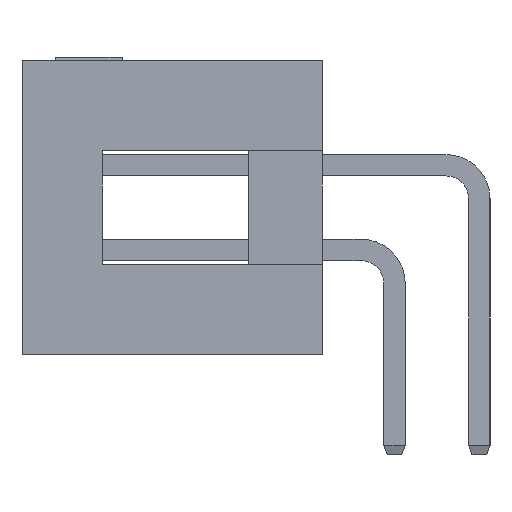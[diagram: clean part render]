
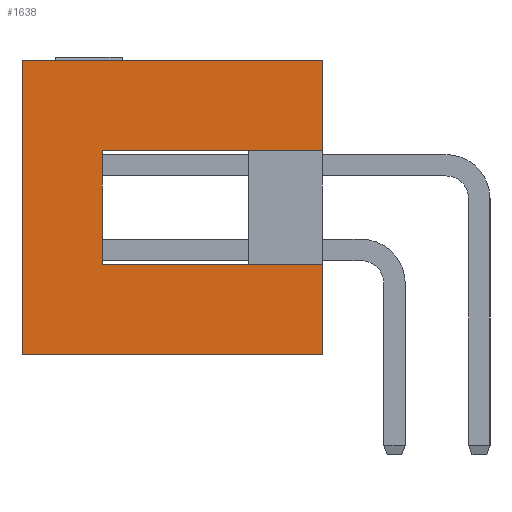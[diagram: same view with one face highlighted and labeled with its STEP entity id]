
A CAD part, left-side view. The second image highlights one B-rep face of the part: STEP entity #1638.
In plain terms, the highlighted planar face has unit normal (-1, 0, 0).
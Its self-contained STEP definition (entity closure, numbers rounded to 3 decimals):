
#1 = ORIENTED_EDGE ( 'NONE', *, *, #30103, .T. ) ;
#258 = ORIENTED_EDGE ( 'NONE', *, *, #25128, .T. ) ;
#783 = EDGE_CURVE ( 'NONE', #23843, #21030, #14964, .T. ) ;
#877 = VERTEX_POINT ( 'NONE', #15445 ) ;
#1638 = ADVANCED_FACE ( 'NONE', ( #22731 ), #10771, .T. ) ;
#2283 = VECTOR ( 'NONE', #4264, 1000. ) ;
#2624 = VECTOR ( 'NONE', #18973, 1000. ) ;
#3586 = ORIENTED_EDGE ( 'NONE', *, *, #7385, .F. ) ;
#3922 = DIRECTION ( 'NONE',  ( 0., 0., 1. ) ) ;
#4107 = CARTESIAN_POINT ( 'NONE',  ( -5.17, 0., 6.1 ) ) ;
#4264 = DIRECTION ( 'NONE',  ( 0., -1., 0. ) ) ;
#4396 = CARTESIAN_POINT ( 'NONE',  ( -5.17, 0., 0. ) ) ;
#4748 = ORIENTED_EDGE ( 'NONE', *, *, #14108, .T. ) ;
#5392 = CARTESIAN_POINT ( 'NONE',  ( -5.17, 0., 0. ) ) ;
#5965 = VERTEX_POINT ( 'NONE', #22160 ) ;
#7159 = VERTEX_POINT ( 'NONE', #16000 ) ;
#7385 = EDGE_CURVE ( 'NONE', #21030, #7511, #9772, .T. ) ;
#7511 = VERTEX_POINT ( 'NONE', #10733 ) ;
#9772 = LINE ( 'NONE', #12376, #18979 ) ;
#10666 = CARTESIAN_POINT ( 'NONE',  ( -5.17, 4.7, 0. ) ) ;
#10714 = VECTOR ( 'NONE', #19537, 1000. ) ;
#10733 = CARTESIAN_POINT ( 'NONE',  ( -5.17, 4.7, 8.8 ) ) ;
#10771 = PLANE ( 'NONE',  #30348 ) ;
#12250 = LINE ( 'NONE', #4107, #2283 ) ;
#12376 = CARTESIAN_POINT ( 'NONE',  ( -5.17, 4.7, 8.8 ) ) ;
#12492 = VECTOR ( 'NONE', #31907, 1000. ) ;
#13116 = LINE ( 'NONE', #10666, #16584 ) ;
#13701 = EDGE_CURVE ( 'NONE', #23069, #7511, #29141, .T. ) ;
#14108 = EDGE_CURVE ( 'NONE', #877, #7159, #21426, .T. ) ;
#14886 = CARTESIAN_POINT ( 'NONE',  ( -5.17, 13.7, 8.8 ) ) ;
#14964 = LINE ( 'NONE', #31943, #10714 ) ;
#15445 = CARTESIAN_POINT ( 'NONE',  ( -5.17, 4.7, 2.7 ) ) ;
#16000 = CARTESIAN_POINT ( 'NONE',  ( -5.17, 11.3, 2.7 ) ) ;
#16584 = VECTOR ( 'NONE', #28632, 1000. ) ;
#16964 = EDGE_CURVE ( 'NONE', #27261, #877, #13116, .T. ) ;
#18521 = VECTOR ( 'NONE', #31979, 1000. ) ;
#18973 = DIRECTION ( 'NONE',  ( 0., 1., 0. ) ) ;
#18979 = VECTOR ( 'NONE', #32150, 1000. ) ;
#19537 = DIRECTION ( 'NONE',  ( 0., 0., 1. ) ) ;
#21030 = VERTEX_POINT ( 'NONE', #14886 ) ;
#21426 = LINE ( 'NONE', #31384, #2624 ) ;
#21821 = ORIENTED_EDGE ( 'NONE', *, *, #28471, .T. ) ;
#21958 = CARTESIAN_POINT ( 'NONE',  ( -5.17, 4.7, 0. ) ) ;
#22160 = CARTESIAN_POINT ( 'NONE',  ( -5.17, 11.3, 6.1 ) ) ;
#22731 = FACE_OUTER_BOUND ( 'NONE', #31193, .T. ) ;
#22884 = DIRECTION ( 'NONE',  ( -1., 0., 0. ) ) ;
#23069 = VERTEX_POINT ( 'NONE', #25438 ) ;
#23843 = VERTEX_POINT ( 'NONE', #31950 ) ;
#23903 = CARTESIAN_POINT ( 'NONE',  ( -5.17, 4.7, 0. ) ) ;
#24003 = LINE ( 'NONE', #4396, #18521 ) ;
#24983 = ORIENTED_EDGE ( 'NONE', *, *, #13701, .T. ) ;
#25128 = EDGE_CURVE ( 'NONE', #7159, #5965, #27579, .T. ) ;
#25303 = DIRECTION ( 'NONE',  ( 0., 0., 1. ) ) ;
#25438 = CARTESIAN_POINT ( 'NONE',  ( -5.17, 4.7, 6.1 ) ) ;
#27261 = VERTEX_POINT ( 'NONE', #23903 ) ;
#27313 = VECTOR ( 'NONE', #25303, 1000. ) ;
#27579 = LINE ( 'NONE', #29856, #27313 ) ;
#28471 = EDGE_CURVE ( 'NONE', #5965, #23069, #12250, .T. ) ;
#28632 = DIRECTION ( 'NONE',  ( 0., 0., 1. ) ) ;
#28948 = ORIENTED_EDGE ( 'NONE', *, *, #16964, .T. ) ;
#29141 = LINE ( 'NONE', #21958, #12492 ) ;
#29856 = CARTESIAN_POINT ( 'NONE',  ( -5.17, 11.3, 0. ) ) ;
#30103 = EDGE_CURVE ( 'NONE', #23843, #27261, #24003, .T. ) ;
#30348 = AXIS2_PLACEMENT_3D ( 'NONE', #5392, #22884, #3922 ) ;
#31193 = EDGE_LOOP ( 'NONE', ( #4748, #258, #21821, #24983, #3586, #31277, #1, #28948 ) ) ;
#31277 = ORIENTED_EDGE ( 'NONE', *, *, #783, .F. ) ;
#31384 = CARTESIAN_POINT ( 'NONE',  ( -5.17, 0., 2.7 ) ) ;
#31907 = DIRECTION ( 'NONE',  ( 0., 0., 1. ) ) ;
#31943 = CARTESIAN_POINT ( 'NONE',  ( -5.17, 13.7, 0. ) ) ;
#31950 = CARTESIAN_POINT ( 'NONE',  ( -5.17, 13.7, 0. ) ) ;
#31979 = DIRECTION ( 'NONE',  ( 0., -1., 0. ) ) ;
#32150 = DIRECTION ( 'NONE',  ( 0., -1., 0. ) ) ;
